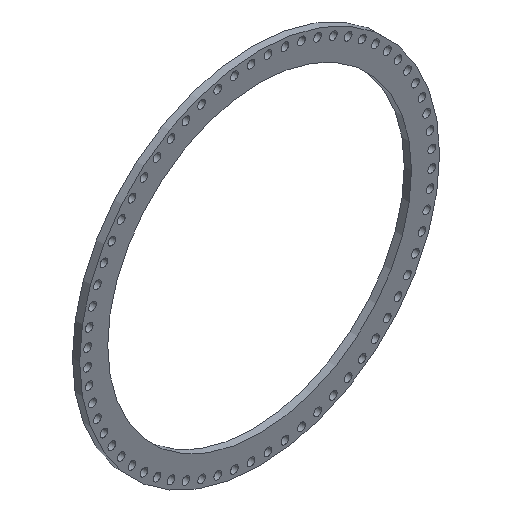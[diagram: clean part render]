
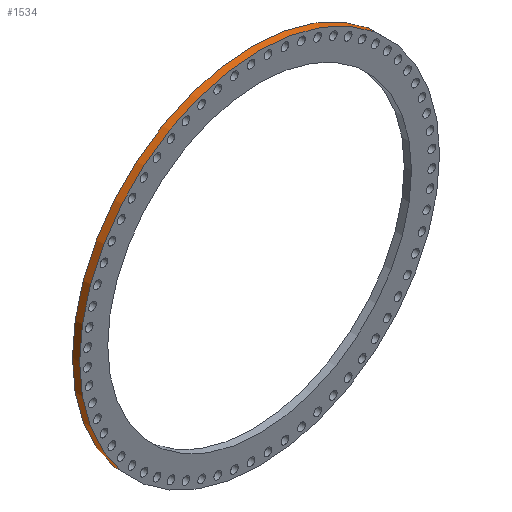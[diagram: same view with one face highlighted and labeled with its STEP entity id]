
A CAD part, isometric view. The second image highlights one B-rep face of the part: STEP entity #1534.
In plain terms, the highlighted cylindrical face has radius 1266.83 mm (diameter 2533.65 mm), a full revolution.
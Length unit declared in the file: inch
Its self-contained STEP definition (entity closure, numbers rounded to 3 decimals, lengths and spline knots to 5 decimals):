
#212=FACE_OUTER_BOUND('',#280,.T.);
#280=EDGE_LOOP('',(#1267,#1268,#1269,#1270));
#478=LINE('',#2622,#544);
#544=VECTOR('',#2220,49.875);
#675=CIRCLE('',#1755,49.875);
#676=CIRCLE('',#1756,49.875);
#807=VERTEX_POINT('',#2619);
#808=VERTEX_POINT('',#2621);
#1004=EDGE_CURVE('',#807,#807,#675,.T.);
#1005=EDGE_CURVE('',#807,#808,#478,.T.);
#1006=EDGE_CURVE('',#808,#808,#676,.T.);
#1267=ORIENTED_EDGE('',*,*,#1004,.F.);
#1268=ORIENTED_EDGE('',*,*,#1005,.T.);
#1269=ORIENTED_EDGE('',*,*,#1006,.T.);
#1270=ORIENTED_EDGE('',*,*,#1005,.F.);
#1468=CYLINDRICAL_SURFACE('',#1754,49.875);
#1534=ADVANCED_FACE('',(#212),#1468,.T.);
#1754=AXIS2_PLACEMENT_3D('',#2618,#2216,#2217);
#1755=AXIS2_PLACEMENT_3D('',#2620,#2218,#2219);
#1756=AXIS2_PLACEMENT_3D('',#2623,#2221,#2222);
#2216=DIRECTION('center_axis',(0.,1.,0.));
#2217=DIRECTION('ref_axis',(-1.,0.,0.));
#2218=DIRECTION('center_axis',(0.,1.,0.));
#2219=DIRECTION('ref_axis',(-1.,0.,0.));
#2220=DIRECTION('',(0.,-1.,0.));
#2221=DIRECTION('center_axis',(0.,1.,0.));
#2222=DIRECTION('ref_axis',(-1.,0.,0.));
#2618=CARTESIAN_POINT('Origin',(0.,0.,0.));
#2619=CARTESIAN_POINT('',(49.875,2.,0.));
#2620=CARTESIAN_POINT('Origin',(0.,2.,0.));
#2621=CARTESIAN_POINT('',(49.875,0.,0.));
#2622=CARTESIAN_POINT('',(49.875,0.,0.));
#2623=CARTESIAN_POINT('Origin',(0.,0.,0.));
